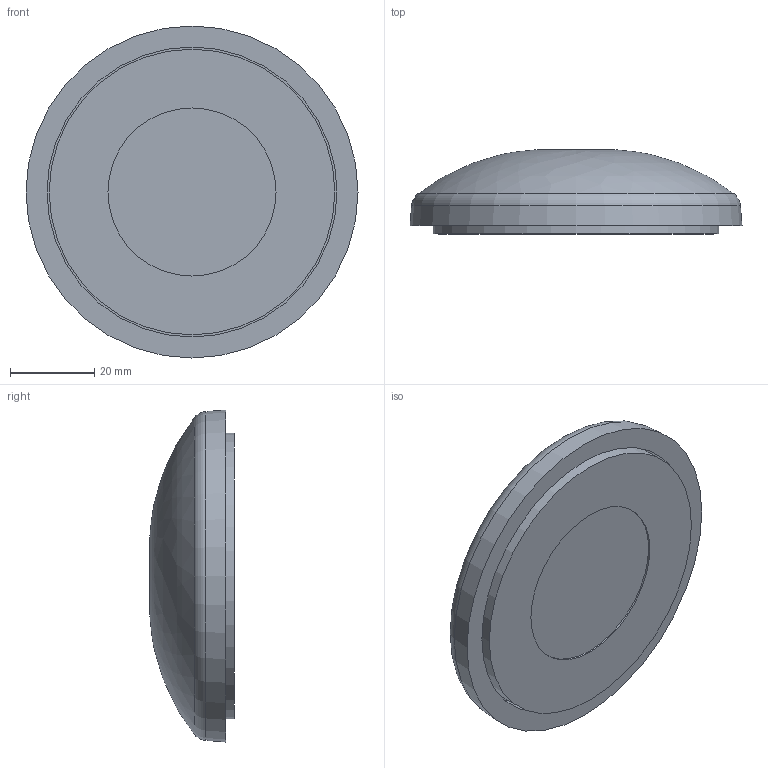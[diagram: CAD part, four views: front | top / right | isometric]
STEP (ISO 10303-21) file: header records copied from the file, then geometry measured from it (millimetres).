
FILE_DESCRIPTION(/* description */ ('STEP AP214'),/* implementation_level */ '2;1');
FILE_NAME(/* name */ '1011893.stp',/* time_stamp */ '2024-06-13T10:31:23+02:00',/* author */ ('Bo'),/* organization */ ('CADENAS'),/* preprocessor_version */ 'ST-DEVELOPER v20',/* originating_system */ 'Autodesk Inventor 2025',/* authorisation */ ' ');
FILE_SCHEMA (('AUTOMOTIVE_DESIGN { 1 0 10303 214 3 1 1 }'));
Length unit declared in the file: millimetre
Products named in the file (1): 1011893
Bounding box: 79 x 20 x 79 mm (x, y, z)
Volume: 68157.7 mm3; surface area: 15181.4 mm2
Topology: 1 solids, 2 shells, 18 faces, 31 edges, 20 vertices
Faces by surface type: plane 7, cylinder 5, cone 3, torus 1, bspline 1, sphere 1
Full cylindrical faces by diameter (mm): 14.8 x1, 15.5 x1, 40 x1, 68 x1, 69 x1
Entity records: 535 total; most frequent: CARTESIAN_POINT 95, DIRECTION 88, ORIENTED_EDGE 60, AXIS2_PLACEMENT_3D 40, EDGE_CURVE 30, EDGE_LOOP 24, CIRCLE 22, VERTEX_POINT 20
